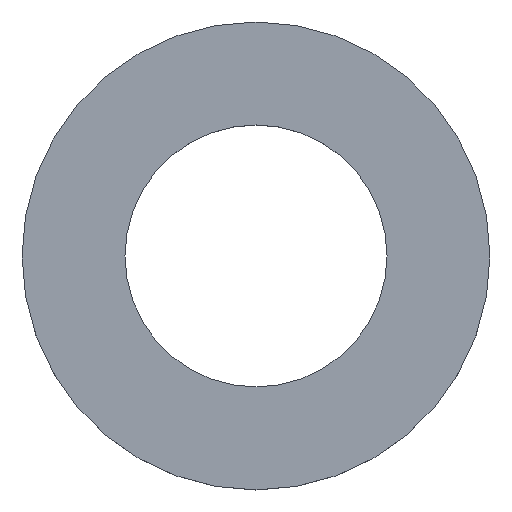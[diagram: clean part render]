
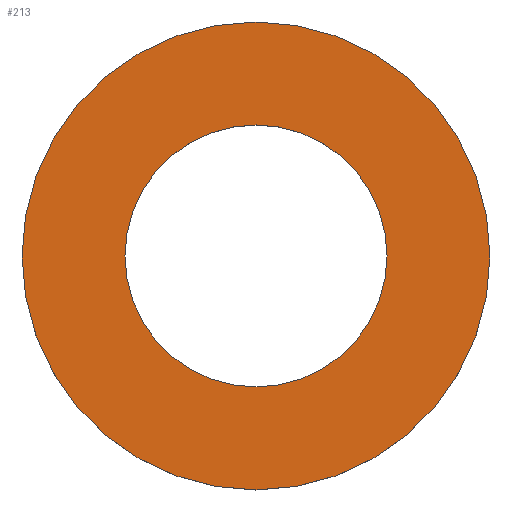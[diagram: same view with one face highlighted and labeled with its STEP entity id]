
A CAD part, top view. The second image highlights one B-rep face of the part: STEP entity #213.
In plain terms, the highlighted planar face has unit normal (0, 0, 1).
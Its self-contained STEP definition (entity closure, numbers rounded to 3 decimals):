
#2 = DIRECTION ( 'NONE',  ( 1., 0., 0. ) ) ;
#8 = PLANE ( 'NONE',  #89 ) ;
#9 = DIRECTION ( 'NONE',  ( 1., 0., 0. ) ) ;
#11 = DIRECTION ( 'NONE',  ( 1., 0., 0. ) ) ;
#24 = CARTESIAN_POINT ( 'NONE',  ( 0., 0., 2. ) ) ;
#38 = CIRCLE ( 'NONE', #190, 7. ) ;
#39 = VERTEX_POINT ( 'NONE', #214 ) ;
#41 = CARTESIAN_POINT ( 'NONE',  ( 0., 0., 2. ) ) ;
#42 = FACE_BOUND ( 'NONE', #234, .T. ) ;
#44 = EDGE_CURVE ( 'NONE', #54, #228, #38, .T. ) ;
#45 = DIRECTION ( 'NONE',  ( 1., 0., 0. ) ) ;
#53 = CIRCLE ( 'NONE', #68, 12.5 ) ;
#54 = VERTEX_POINT ( 'NONE', #139 ) ;
#57 = DIRECTION ( 'NONE',  ( 0., 0., 1. ) ) ;
#58 = CIRCLE ( 'NONE', #77, 12.5 ) ;
#59 = ORIENTED_EDGE ( 'NONE', *, *, #168, .T. ) ;
#62 = DIRECTION ( 'NONE',  ( 0., 0., 1. ) ) ;
#68 = AXIS2_PLACEMENT_3D ( 'NONE', #41, #206, #245 ) ;
#77 = AXIS2_PLACEMENT_3D ( 'NONE', #224, #62, #11 ) ;
#85 = DIRECTION ( 'NONE',  ( 0., 0., 1. ) ) ;
#89 = AXIS2_PLACEMENT_3D ( 'NONE', #223, #125, #9 ) ;
#117 = ORIENTED_EDGE ( 'NONE', *, *, #198, .T. ) ;
#120 = CIRCLE ( 'NONE', #235, 7. ) ;
#123 = CARTESIAN_POINT ( 'NONE',  ( 12.5, 0., 2. ) ) ;
#125 = DIRECTION ( 'NONE',  ( 0., 0., 1. ) ) ;
#139 = CARTESIAN_POINT ( 'NONE',  ( -7., 0., 2. ) ) ;
#159 = ORIENTED_EDGE ( 'NONE', *, *, #44, .F. ) ;
#168 = EDGE_CURVE ( 'NONE', #176, #39, #53, .T. ) ;
#176 = VERTEX_POINT ( 'NONE', #123 ) ;
#184 = FACE_OUTER_BOUND ( 'NONE', #238, .T. ) ;
#190 = AXIS2_PLACEMENT_3D ( 'NONE', #216, #57, #2 ) ;
#198 = EDGE_CURVE ( 'NONE', #39, #176, #58, .T. ) ;
#199 = ORIENTED_EDGE ( 'NONE', *, *, #215, .F. ) ;
#203 = CARTESIAN_POINT ( 'NONE',  ( 7., 0., 2. ) ) ;
#206 = DIRECTION ( 'NONE',  ( 0., 0., 1. ) ) ;
#213 = ADVANCED_FACE ( 'NONE', ( #184, #42 ), #8, .T. ) ;
#214 = CARTESIAN_POINT ( 'NONE',  ( -12.5, 0., 2. ) ) ;
#215 = EDGE_CURVE ( 'NONE', #228, #54, #120, .T. ) ;
#216 = CARTESIAN_POINT ( 'NONE',  ( 0., 0., 2. ) ) ;
#223 = CARTESIAN_POINT ( 'NONE',  ( 0., 0., 2. ) ) ;
#224 = CARTESIAN_POINT ( 'NONE',  ( 0., 0., 2. ) ) ;
#228 = VERTEX_POINT ( 'NONE', #203 ) ;
#234 = EDGE_LOOP ( 'NONE', ( #159, #199 ) ) ;
#235 = AXIS2_PLACEMENT_3D ( 'NONE', #24, #85, #45 ) ;
#238 = EDGE_LOOP ( 'NONE', ( #117, #59 ) ) ;
#245 = DIRECTION ( 'NONE',  ( 1., 0., 0. ) ) ;
